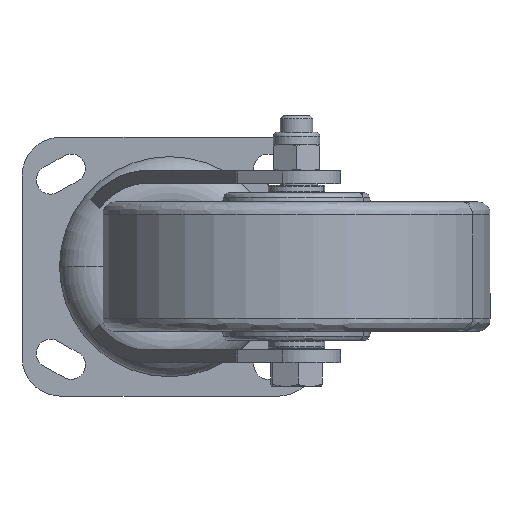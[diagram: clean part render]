
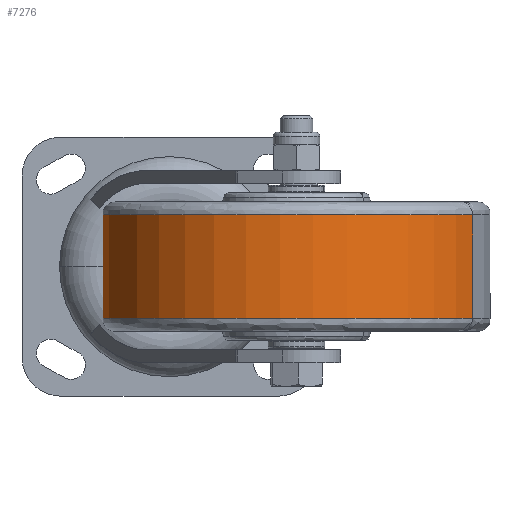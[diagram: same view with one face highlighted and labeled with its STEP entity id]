
A CAD part, front view. The second image highlights one B-rep face of the part: STEP entity #7276.
In plain terms, the highlighted cylindrical face has radius 75 mm (diameter 150 mm), a partial arc.
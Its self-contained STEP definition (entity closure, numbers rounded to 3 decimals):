
#26 = VECTOR ( 'NONE', #9845, 1000. ) ;
#599 = EDGE_CURVE ( 'NONE', #11638, #17484, #5554, .T. ) ;
#914 = AXIS2_PLACEMENT_3D ( 'NONE', #4568, #5987, #14019 ) ;
#1546 = CARTESIAN_POINT ( 'NONE',  ( 38.027, -83.069, -50. ) ) ;
#1555 = EDGE_CURVE ( 'NONE', #13721, #11638, #12547, .T. ) ;
#2734 = DIRECTION ( 'NONE',  ( 0., 0., -1. ) ) ;
#3194 = ORIENTED_EDGE ( 'NONE', *, *, #1555, .T. ) ;
#3888 = AXIS2_PLACEMENT_3D ( 'NONE', #12472, #13960, #15065 ) ;
#4568 = CARTESIAN_POINT ( 'NONE',  ( 106., -114.766, -50. ) ) ;
#4672 = ORIENTED_EDGE ( 'NONE', *, *, #16657, .T. ) ;
#4971 = CARTESIAN_POINT ( 'NONE',  ( 38.027, -83.069, -30. ) ) ;
#5554 = CIRCLE ( 'NONE', #6080, 75. ) ;
#5952 = ORIENTED_EDGE ( 'NONE', *, *, #599, .T. ) ;
#5987 = DIRECTION ( 'NONE',  ( 0., 0., 1. ) ) ;
#6080 = AXIS2_PLACEMENT_3D ( 'NONE', #8142, #2734, #12259 ) ;
#6811 = LINE ( 'NONE', #1546, #26 ) ;
#6866 = EDGE_LOOP ( 'NONE', ( #4672, #3194, #5952, #12600 ) ) ;
#7276 = ADVANCED_FACE ( 'NONE', ( #16957 ), #13345, .T. ) ;
#7808 = CARTESIAN_POINT ( 'NONE',  ( 173.973, -146.463, -30. ) ) ;
#8142 = CARTESIAN_POINT ( 'NONE',  ( 106., -114.766, -30. ) ) ;
#9020 = CARTESIAN_POINT ( 'NONE',  ( 38.027, -83.069, -70. ) ) ;
#9514 = CARTESIAN_POINT ( 'NONE',  ( 173.973, -146.463, -50. ) ) ;
#9845 = DIRECTION ( 'NONE',  ( 0., 0., 1. ) ) ;
#10427 = CIRCLE ( 'NONE', #3888, 75. ) ;
#10629 = VERTEX_POINT ( 'NONE', #9020 ) ;
#11638 = VERTEX_POINT ( 'NONE', #7808 ) ;
#12259 = DIRECTION ( 'NONE',  ( -0.906, 0.423, 0. ) ) ;
#12472 = CARTESIAN_POINT ( 'NONE',  ( 106., -114.766, -70. ) ) ;
#12547 = LINE ( 'NONE', #9514, #15091 ) ;
#12600 = ORIENTED_EDGE ( 'NONE', *, *, #15368, .F. ) ;
#13345 = CYLINDRICAL_SURFACE ( 'NONE', #914, 75. ) ;
#13579 = DIRECTION ( 'NONE',  ( 0., 0., 1. ) ) ;
#13721 = VERTEX_POINT ( 'NONE', #16617 ) ;
#13960 = DIRECTION ( 'NONE',  ( 0., 0., 1. ) ) ;
#14019 = DIRECTION ( 'NONE',  ( -0.906, 0.423, 0. ) ) ;
#15065 = DIRECTION ( 'NONE',  ( -0.906, 0.423, 0. ) ) ;
#15091 = VECTOR ( 'NONE', #13579, 1000. ) ;
#15368 = EDGE_CURVE ( 'NONE', #10629, #17484, #6811, .T. ) ;
#16617 = CARTESIAN_POINT ( 'NONE',  ( 173.973, -146.463, -70. ) ) ;
#16657 = EDGE_CURVE ( 'NONE', #10629, #13721, #10427, .T. ) ;
#16957 = FACE_OUTER_BOUND ( 'NONE', #6866, .T. ) ;
#17484 = VERTEX_POINT ( 'NONE', #4971 ) ;
